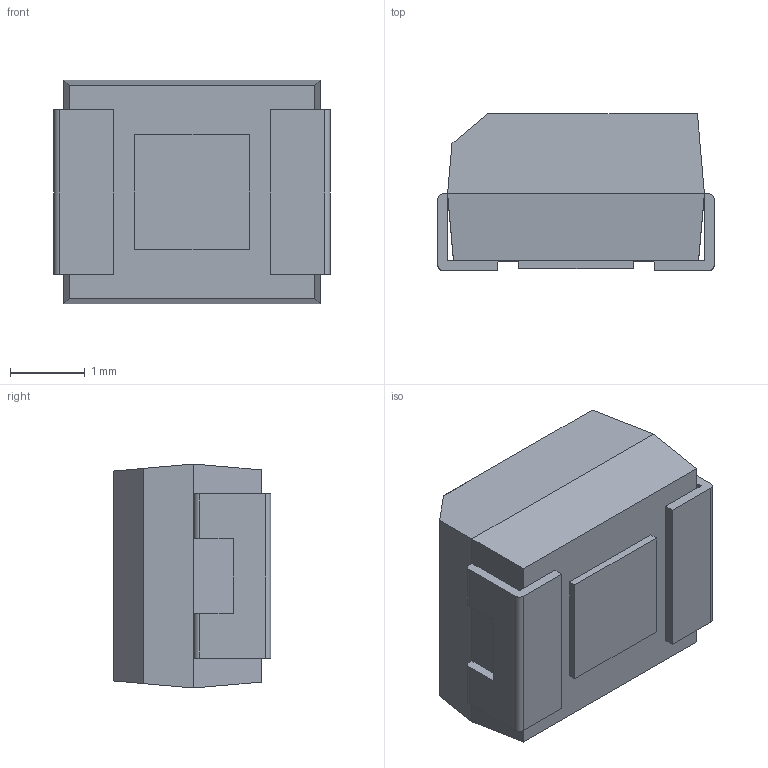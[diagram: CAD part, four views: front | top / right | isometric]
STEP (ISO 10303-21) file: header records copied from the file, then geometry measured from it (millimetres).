
FILE_DESCRIPTION(/* description */ ('Alibre Inc.'),/* implementation_level */ '2;1');
FILE_NAME(/* name */ 'export0',/* time_stamp */ '2016-11-30T12:53:11-08:00',/* author */ (''),/* organization */ (''),/* preprocessor_version */ 'ST-DEVELOPER v14',/* originating_system */ 'Alibre',/* authorisation */ '');
FILE_SCHEMA (('AUTOMOTIVE_DESIGN'));
Length unit declared in the file: millimetre
Bounding box: 3.7 x 2.11 x 3 mm (x, y, z)
Volume: 20.1 mm3; surface area: 79.6 mm2
Topology: 4 solids, 4 shells, 48 faces, 114 edges, 76 vertices
Faces by surface type: plane 43, cylinder 5
Entity records: 1488 total; most frequent: CARTESIAN_POINT 248, ORIENTED_EDGE 228, DIRECTION 197, EDGE_CURVE 114, VECTOR 104, LINE 104, VERTEX_POINT 76, AXIS2_PLACEMENT_3D 68
